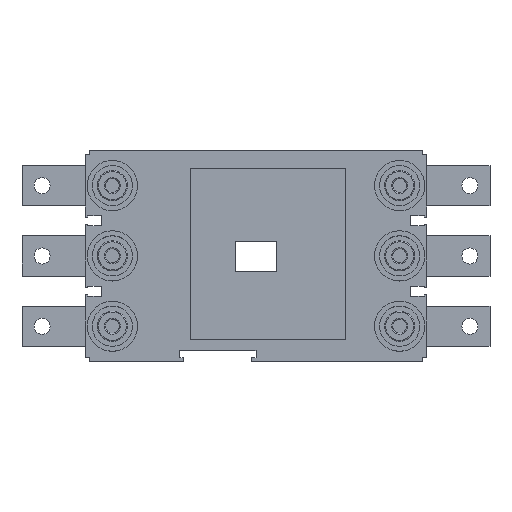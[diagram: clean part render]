
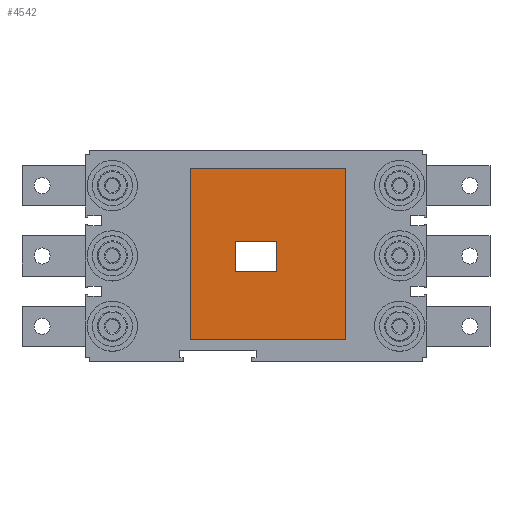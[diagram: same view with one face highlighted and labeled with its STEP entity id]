
A CAD part, top view. The second image highlights one B-rep face of the part: STEP entity #4542.
In plain terms, the highlighted planar face has unit normal (0, 0, 1).
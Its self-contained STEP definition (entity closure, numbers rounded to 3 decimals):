
#114 = ORIENTED_EDGE ( 'NONE', *, *, #9862, .T. ) ;
#491 = VERTEX_POINT ( 'NONE', #1717 ) ;
#874 = ORIENTED_EDGE ( 'NONE', *, *, #9410, .F. ) ;
#1030 = AXIS2_PLACEMENT_3D ( 'NONE', #8600, #7156, #9510 ) ;
#1156 = DIRECTION ( 'NONE',  ( 0., -1., 0. ) ) ;
#1220 = CARTESIAN_POINT ( 'NONE',  ( 44.596, 43.656, 10. ) ) ;
#1226 = CARTESIAN_POINT ( 'NONE',  ( 0., 7.477, 10. ) ) ;
#1290 = VECTOR ( 'NONE', #1617, 1000. ) ;
#1359 = LINE ( 'NONE', #4253, #5016 ) ;
#1401 = CARTESIAN_POINT ( 'NONE',  ( -10.385, 0., 10. ) ) ;
#1617 = DIRECTION ( 'NONE',  ( 1., 0., 0. ) ) ;
#1688 = CARTESIAN_POINT ( 'NONE',  ( 44.596, -41.647, 10. ) ) ;
#1692 = ORIENTED_EDGE ( 'NONE', *, *, #1824, .F. ) ;
#1717 = CARTESIAN_POINT ( 'NONE',  ( 44.596, 43.656, 10. ) ) ;
#1824 = EDGE_CURVE ( 'NONE', #5161, #6060, #2597, .T. ) ;
#1981 = LINE ( 'NONE', #1226, #2099 ) ;
#2048 = VECTOR ( 'NONE', #8274, 1000. ) ;
#2099 = VECTOR ( 'NONE', #9655, 1000. ) ;
#2141 = EDGE_CURVE ( 'NONE', #5776, #5161, #1981, .T. ) ;
#2255 = CARTESIAN_POINT ( 'NONE',  ( 10.385, 7.477, 10. ) ) ;
#2389 = FACE_OUTER_BOUND ( 'NONE', #7867, .T. ) ;
#2597 = LINE ( 'NONE', #1401, #6494 ) ;
#2742 = VERTEX_POINT ( 'NONE', #7380 ) ;
#3124 = VERTEX_POINT ( 'NONE', #3428 ) ;
#3428 = CARTESIAN_POINT ( 'NONE',  ( 10.385, -7.477, 10. ) ) ;
#3919 = ORIENTED_EDGE ( 'NONE', *, *, #4378, .T. ) ;
#4150 = VECTOR ( 'NONE', #7301, 1000. ) ;
#4252 = CARTESIAN_POINT ( 'NONE',  ( 44.596, -41.647, 10. ) ) ;
#4253 = CARTESIAN_POINT ( 'NONE',  ( -32.848, -41.647, 10. ) ) ;
#4318 = DIRECTION ( 'NONE',  ( 0., 1., 0. ) ) ;
#4319 = FACE_BOUND ( 'NONE', #5658, .T. ) ;
#4378 = EDGE_CURVE ( 'NONE', #8429, #7613, #6292, .T. ) ;
#4442 = CARTESIAN_POINT ( 'NONE',  ( 0., -7.477, 10. ) ) ;
#4542 = ADVANCED_FACE ( 'NONE', ( #4319, #2389 ), #7993, .T. ) ;
#4627 = DIRECTION ( 'NONE',  ( 0., -1., 0. ) ) ;
#4722 = LINE ( 'NONE', #9804, #2048 ) ;
#5016 = VECTOR ( 'NONE', #1156, 1000. ) ;
#5161 = VERTEX_POINT ( 'NONE', #9740 ) ;
#5229 = VECTOR ( 'NONE', #4318, 1000. ) ;
#5658 = EDGE_LOOP ( 'NONE', ( #1692, #9540, #874, #8258 ) ) ;
#5776 = VERTEX_POINT ( 'NONE', #2255 ) ;
#5805 = ORIENTED_EDGE ( 'NONE', *, *, #5905, .T. ) ;
#5905 = EDGE_CURVE ( 'NONE', #7613, #491, #9453, .T. ) ;
#6060 = VERTEX_POINT ( 'NONE', #9065 ) ;
#6292 = LINE ( 'NONE', #1688, #8817 ) ;
#6494 = VECTOR ( 'NONE', #4627, 1000. ) ;
#6671 = ORIENTED_EDGE ( 'NONE', *, *, #8151, .T. ) ;
#6723 = EDGE_CURVE ( 'NONE', #6060, #3124, #9906, .T. ) ;
#7156 = DIRECTION ( 'NONE',  ( 0., 0., 1. ) ) ;
#7301 = DIRECTION ( 'NONE',  ( -1., 0., 0. ) ) ;
#7380 = CARTESIAN_POINT ( 'NONE',  ( -32.848, 43.656, 10. ) ) ;
#7613 = VERTEX_POINT ( 'NONE', #8183 ) ;
#7793 = DIRECTION ( 'NONE',  ( 1., 0., 0. ) ) ;
#7867 = EDGE_LOOP ( 'NONE', ( #6671, #3919, #5805, #114 ) ) ;
#7993 = PLANE ( 'NONE',  #1030 ) ;
#8151 = EDGE_CURVE ( 'NONE', #2742, #8429, #1359, .T. ) ;
#8183 = CARTESIAN_POINT ( 'NONE',  ( 44.596, -41.647, 10. ) ) ;
#8258 = ORIENTED_EDGE ( 'NONE', *, *, #6723, .F. ) ;
#8274 = DIRECTION ( 'NONE',  ( 0., 1., 0. ) ) ;
#8284 = LINE ( 'NONE', #1220, #4150 ) ;
#8429 = VERTEX_POINT ( 'NONE', #9723 ) ;
#8600 = CARTESIAN_POINT ( 'NONE',  ( 0., 0., 10. ) ) ;
#8817 = VECTOR ( 'NONE', #7793, 1000. ) ;
#9065 = CARTESIAN_POINT ( 'NONE',  ( -10.385, -7.477, 10. ) ) ;
#9410 = EDGE_CURVE ( 'NONE', #3124, #5776, #4722, .T. ) ;
#9453 = LINE ( 'NONE', #4252, #5229 ) ;
#9510 = DIRECTION ( 'NONE',  ( 1., 0., 0. ) ) ;
#9540 = ORIENTED_EDGE ( 'NONE', *, *, #2141, .F. ) ;
#9655 = DIRECTION ( 'NONE',  ( -1., 0., 0. ) ) ;
#9723 = CARTESIAN_POINT ( 'NONE',  ( -32.848, -41.647, 10. ) ) ;
#9740 = CARTESIAN_POINT ( 'NONE',  ( -10.385, 7.477, 10. ) ) ;
#9804 = CARTESIAN_POINT ( 'NONE',  ( 10.385, 0., 10. ) ) ;
#9862 = EDGE_CURVE ( 'NONE', #491, #2742, #8284, .T. ) ;
#9906 = LINE ( 'NONE', #4442, #1290 ) ;
